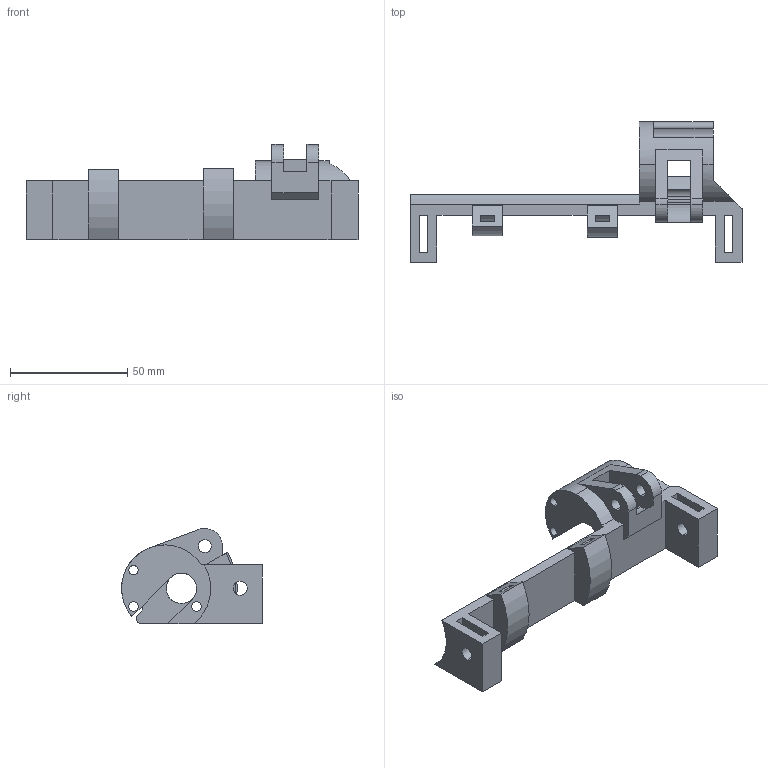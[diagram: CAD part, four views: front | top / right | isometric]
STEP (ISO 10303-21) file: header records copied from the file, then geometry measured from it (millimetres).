
FILE_DESCRIPTION (( 'STEP AP214' ), '1' );
FILE_NAME ('motor mount 05.STEP', '2024-07-08T05:23:40', ( '' ), ( '' ), 'SwSTEP 2.0', 'SolidWorks 2020', '' );
FILE_SCHEMA (( 'AUTOMOTIVE_DESIGN' ));
Length unit declared in the file: millimetre
Products named in the file (1): motor mount 05
Bounding box: 141.5 x 60 x 40.5 mm (x, y, z)
Volume: 46477.2 mm3; surface area: 23993.9 mm2
Topology: 1 solids, 1 shells, 103 faces, 315 edges, 210 vertices
Faces by surface type: plane 53, cylinder 50
Entity records: 3654 total; most frequent: CARTESIAN_POINT 647, ORIENTED_EDGE 630, DIRECTION 624, EDGE_CURVE 315, AXIS2_PLACEMENT_3D 211, VERTEX_POINT 210, VECTOR 202, LINE 202
